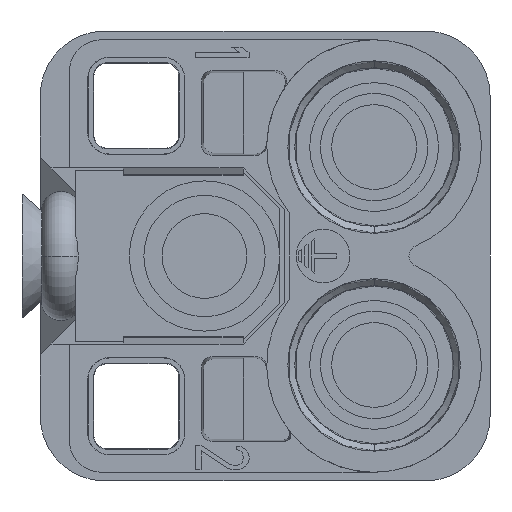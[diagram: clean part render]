
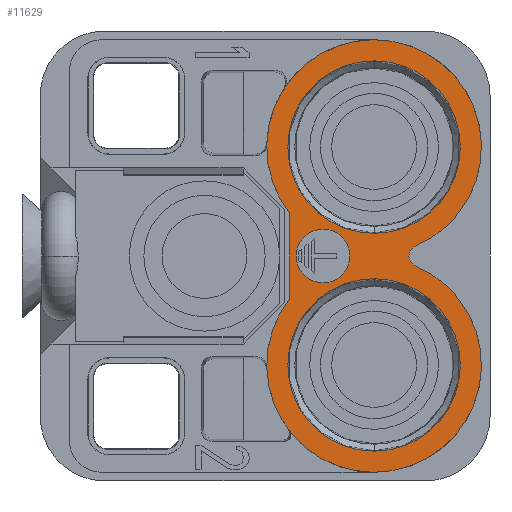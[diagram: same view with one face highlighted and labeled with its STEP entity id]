
A CAD part, front view. The second image highlights one B-rep face of the part: STEP entity #11629.
In plain terms, the highlighted planar face has unit normal (0, -1, 0).
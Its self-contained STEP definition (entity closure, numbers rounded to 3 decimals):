
#3728=CARTESIAN_POINT('',(5.075,-14.1,-5.075));
#3729=DIRECTION('',(0.,-1.,0.));
#3730=DIRECTION('',(-0.785,0.,0.619));
#3731=AXIS2_PLACEMENT_3D('',#3728,#3729,#3730);
#3749=DIRECTION('',(0.,0.,1.));
#3750=VECTOR('',#3749,3.955);
#3751=CARTESIAN_POINT('',(1.15,-14.1,-1.978));
#3752=LINE('',#3751,#3750);
#3753=CARTESIAN_POINT('',(7.195,-14.1,0.));
#3754=DIRECTION('',(0.,1.,0.));
#3755=DIRECTION('',(-0.385,0.,-0.923));
#3756=AXIS2_PLACEMENT_3D('',#3753,#3754,#3755);
#3758=CARTESIAN_POINT('',(5.075,-14.1,-5.075));
#3759=DIRECTION('',(0.,-1.,0.));
#3760=DIRECTION('',(0.,0.,1.));
#3761=AXIS2_PLACEMENT_3D('',#3758,#3759,#3760);
#3763=CARTESIAN_POINT('',(5.075,-14.1,-5.075));
#3764=DIRECTION('',(0.,-1.,0.));
#3765=DIRECTION('',(0.,0.,-1.));
#3766=AXIS2_PLACEMENT_3D('',#3763,#3764,#3765);
#3768=CARTESIAN_POINT('',(5.075,-14.1,5.075));
#3769=DIRECTION('',(0.,1.,0.));
#3770=DIRECTION('',(0.,0.,-1.));
#3771=AXIS2_PLACEMENT_3D('',#3768,#3769,#3770);
#3773=CARTESIAN_POINT('',(5.075,-14.1,5.075));
#3774=DIRECTION('',(0.,1.,0.));
#3775=DIRECTION('',(0.,0.,1.));
#3776=AXIS2_PLACEMENT_3D('',#3773,#3774,#3775);
#3778=CARTESIAN_POINT('',(2.7,-14.1,0.));
#3779=DIRECTION('',(0.,-1.,0.));
#3780=DIRECTION('',(-1.,0.,0.));
#3781=AXIS2_PLACEMENT_3D('',#3778,#3779,#3780);
#3783=CARTESIAN_POINT('',(2.7,-14.1,0.));
#3784=DIRECTION('',(0.,-1.,0.));
#3785=DIRECTION('',(1.,0.,0.));
#3786=AXIS2_PLACEMENT_3D('',#3783,#3784,#3785);
#3872=CARTESIAN_POINT('',(5.075,-14.1,5.075));
#3873=DIRECTION('',(0.,-1.,0.));
#3874=DIRECTION('',(0.385,0.,-0.923));
#3875=AXIS2_PLACEMENT_3D('',#3872,#3873,#3874);
#6141=CARTESIAN_POINT('',(7.002,-14.1,-0.461));
#6142=CARTESIAN_POINT('',(7.002,-14.1,0.461));
#6143=VERTEX_POINT('',#6141);
#6144=VERTEX_POINT('',#6142);
#6165=CARTESIAN_POINT('',(1.15,-14.1,-1.978));
#6166=CARTESIAN_POINT('',(1.15,-14.1,1.978));
#6167=VERTEX_POINT('',#6165);
#6168=VERTEX_POINT('',#6166);
#6553=CARTESIAN_POINT('',(5.075,-14.1,-1.058));
#6554=CARTESIAN_POINT('',(5.075,-14.1,-9.092));
#6555=VERTEX_POINT('',#6553);
#6556=VERTEX_POINT('',#6554);
#6565=CARTESIAN_POINT('',(5.075,-14.1,1.058));
#6566=CARTESIAN_POINT('',(5.075,-14.1,9.092));
#6567=VERTEX_POINT('',#6565);
#6568=VERTEX_POINT('',#6566);
#6709=CARTESIAN_POINT('',(1.45,-14.1,0.));
#6710=CARTESIAN_POINT('',(3.95,-14.1,0.));
#6711=VERTEX_POINT('',#6709);
#6712=VERTEX_POINT('',#6710);
#11598=CARTESIAN_POINT('',(0.,-14.1,0.));
#11599=DIRECTION('',(0.,-1.,0.));
#11600=DIRECTION('',(0.,0.,1.));
#11601=AXIS2_PLACEMENT_3D('',#11598,#11599,#11600);
#11602=PLANE('',#11601);
#11603=ORIENTED_EDGE('',*,*,#11570,.F.);
#11604=ORIENTED_EDGE('',*,*,#11589,.T.);
#11606=ORIENTED_EDGE('',*,*,#11605,.F.);
#11608=ORIENTED_EDGE('',*,*,#11607,.F.);
#11609=EDGE_LOOP('',(#11603,#11604,#11606,#11608));
#11610=FACE_OUTER_BOUND('',#11609,.F.);
#11612=ORIENTED_EDGE('',*,*,#11611,.T.);
#11614=ORIENTED_EDGE('',*,*,#11613,.T.);
#11615=EDGE_LOOP('',(#11612,#11614));
#11616=FACE_BOUND('',#11615,.F.);
#11618=ORIENTED_EDGE('',*,*,#11617,.F.);
#11620=ORIENTED_EDGE('',*,*,#11619,.F.);
#11621=EDGE_LOOP('',(#11618,#11620));
#11622=FACE_BOUND('',#11621,.F.);
#11624=ORIENTED_EDGE('',*,*,#11623,.T.);
#11626=ORIENTED_EDGE('',*,*,#11625,.T.);
#11627=EDGE_LOOP('',(#11624,#11626));
#11628=FACE_BOUND('',#11627,.F.);
#11629=ADVANCED_FACE('',(#11610,#11616,#11622,#11628),#11602,.T.);
#3732=CIRCLE('',#3731,5.);
#3757=CIRCLE('',#3756,0.5);
#3762=CIRCLE('',#3761,4.017);
#3767=CIRCLE('',#3766,4.017);
#3772=CIRCLE('',#3771,4.017);
#3777=CIRCLE('',#3776,4.017);
#3782=CIRCLE('',#3781,1.25);
#3787=CIRCLE('',#3786,1.25);
#3876=CIRCLE('',#3875,5.);
#11570=EDGE_CURVE('',#6167,#6143,#3732,.T.);
#11589=EDGE_CURVE('',#6167,#6168,#3752,.T.);
#11605=EDGE_CURVE('',#6144,#6168,#3876,.T.);
#11607=EDGE_CURVE('',#6143,#6144,#3757,.T.);
#11611=EDGE_CURVE('',#6555,#6556,#3762,.T.);
#11613=EDGE_CURVE('',#6556,#6555,#3767,.T.);
#11617=EDGE_CURVE('',#6567,#6568,#3772,.T.);
#11619=EDGE_CURVE('',#6568,#6567,#3777,.T.);
#11623=EDGE_CURVE('',#6711,#6712,#3782,.T.);
#11625=EDGE_CURVE('',#6712,#6711,#3787,.T.);
